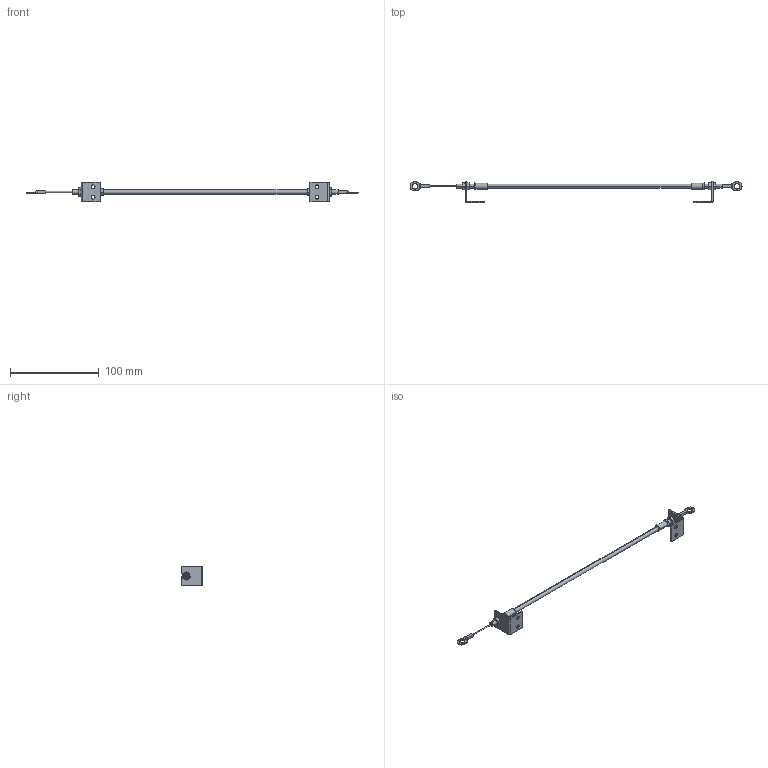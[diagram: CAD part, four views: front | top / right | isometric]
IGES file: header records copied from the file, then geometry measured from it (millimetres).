
Start section: SolidWorks IGES file using analytic representation for surfaces
Global section: file name: AC-1025-Y-300.IGS,15; native system: HSolidWorks 2018; preprocessor: SolidWorks 2018; author: 1337yo; date: 201023.164251; units: millimetre
Bounding box: 375 x 24.2 x 22 mm (x, y, z)
Surface area: 13119.6 mm2 (no closed solid volume)
Topology: 0 solids, 0 shells, 191 faces, 2472 edges, 2472 vertices
Faces by surface type: revolution 117, bspline 74
